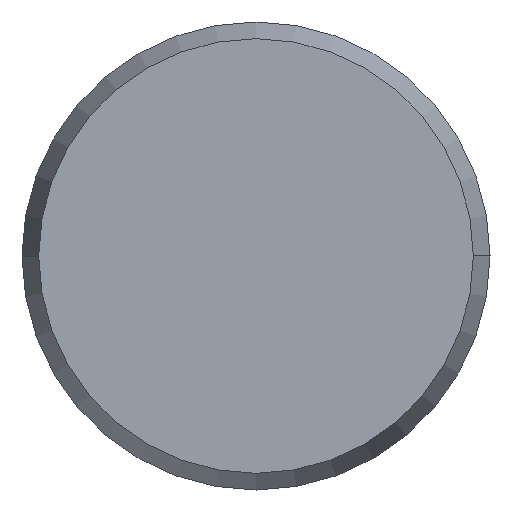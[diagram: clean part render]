
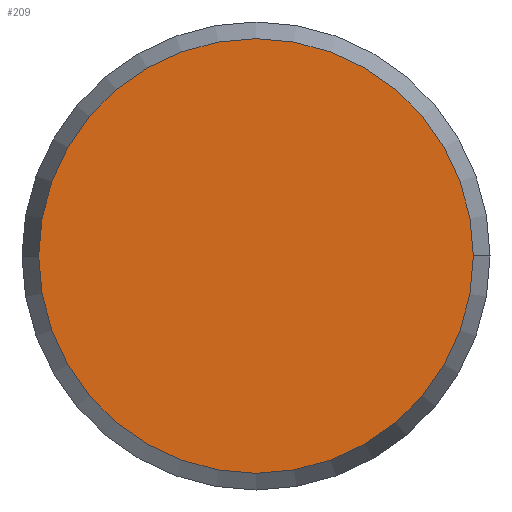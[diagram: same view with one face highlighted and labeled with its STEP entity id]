
A CAD part, front view. The second image highlights one B-rep face of the part: STEP entity #209.
In plain terms, the highlighted planar face has unit normal (0, -1, 0).
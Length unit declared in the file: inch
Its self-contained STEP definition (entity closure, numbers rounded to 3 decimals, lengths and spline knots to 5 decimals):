
#3 = ORIENTED_EDGE ( 'NONE', *, *, #101, .T. ) ;
#11 = CARTESIAN_POINT ( 'NONE',  ( 0., 0., 0.20313 ) ) ;
#21 = AXIS2_PLACEMENT_3D ( 'NONE', #223, #202, #152 ) ;
#41 = CARTESIAN_POINT ( 'NONE',  ( 0., 0., 0. ) ) ;
#65 = CARTESIAN_POINT ( 'NONE',  ( 0., 0., -0.20313 ) ) ;
#101 = EDGE_CURVE ( 'NONE', #267, #145, #142, .T. ) ;
#111 = AXIS2_PLACEMENT_3D ( 'NONE', #356, #325, #323 ) ;
#142 = CIRCLE ( 'NONE', #183, 0.20313 ) ;
#145 = VERTEX_POINT ( 'NONE', #11 ) ;
#152 = DIRECTION ( 'NONE',  ( 0., 0., -1. ) ) ;
#160 = EDGE_CURVE ( 'NONE', #145, #267, #349, .T. ) ;
#183 = AXIS2_PLACEMENT_3D ( 'NONE', #41, #208, #314 ) ;
#202 = DIRECTION ( 'NONE',  ( 0., -1., 0. ) ) ;
#208 = DIRECTION ( 'NONE',  ( 0., -1., 0. ) ) ;
#209 = ADVANCED_FACE ( 'NONE', ( #308 ), #276, .T. ) ;
#223 = CARTESIAN_POINT ( 'NONE',  ( 0., 0., 0. ) ) ;
#267 = VERTEX_POINT ( 'NONE', #65 ) ;
#276 = PLANE ( 'NONE',  #21 ) ;
#300 = ORIENTED_EDGE ( 'NONE', *, *, #160, .T. ) ;
#308 = FACE_OUTER_BOUND ( 'NONE', #332, .T. ) ;
#314 = DIRECTION ( 'NONE',  ( 0., 0., -1. ) ) ;
#323 = DIRECTION ( 'NONE',  ( 0., 0., -1. ) ) ;
#325 = DIRECTION ( 'NONE',  ( 0., -1., 0. ) ) ;
#332 = EDGE_LOOP ( 'NONE', ( #3, #300 ) ) ;
#349 = CIRCLE ( 'NONE', #111, 0.20313 ) ;
#356 = CARTESIAN_POINT ( 'NONE',  ( 0., 0., 0. ) ) ;
